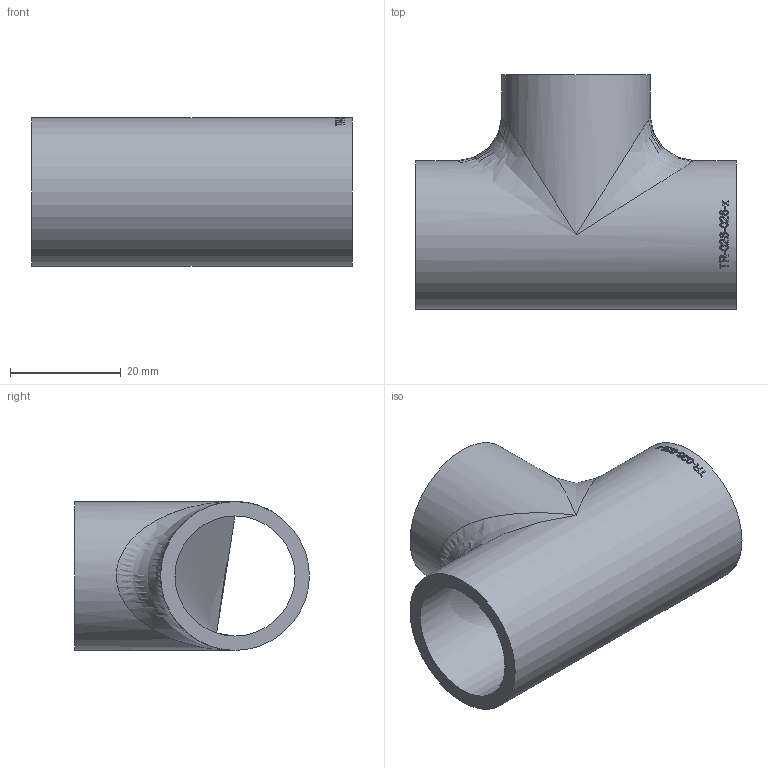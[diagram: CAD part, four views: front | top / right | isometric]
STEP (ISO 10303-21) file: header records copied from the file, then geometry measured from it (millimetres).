
FILE_DESCRIPTION (( 'STEP AP214' ), '1' );
FILE_NAME ('TR-026-026-x T-Stück Ø26,9x2,6 L58 1909.STEP', '2019-09-27T07:52:52', ( '' ), ( '' ), 'SwSTEP 2.0', 'SolidWorks 2016', '' );
FILE_SCHEMA (( 'AUTOMOTIVE_DESIGN' ));
Length unit declared in the file: millimetre
Products named in the file (1): TR-026-026-x T-Stück Ø26,9x2,6 L58 1909
Bounding box: 58 x 42.45 x 26.9 mm (x, y, z)
Volume: 14010.5 mm3; surface area: 11363.1 mm2
Topology: 1 solids, 1 shells, 161 faces, 430 edges, 278 vertices
Faces by surface type: bspline 97, plane 42, cylinder 22
Full cylindrical faces by diameter (mm): 21.7 x2, 26.9 x2
Entity records: 14558 total; most frequent: CARTESIAN_POINT 9868, ORIENTED_EDGE 820, EDGE_CURVE 410, DIRECTION 296, B_SPLINE_CURVE_WITH_KNOTS 288, VERTEX_POINT 274, EDGE_LOOP 186, FACE_OUTER_BOUND 164
